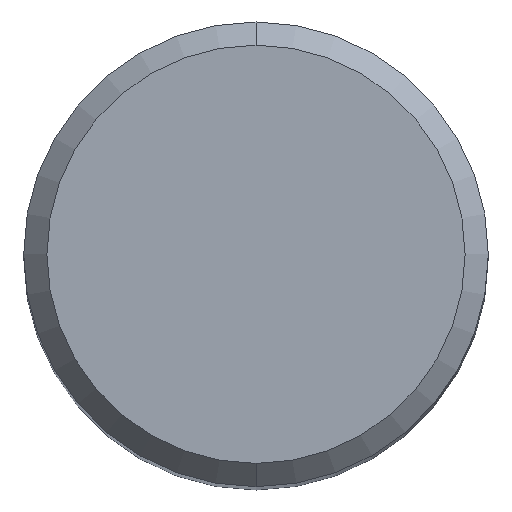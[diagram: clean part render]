
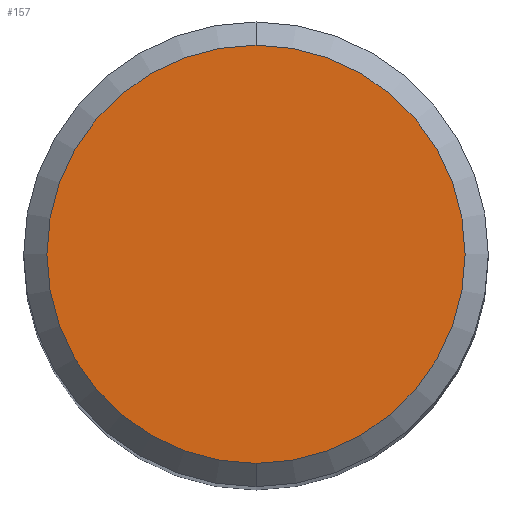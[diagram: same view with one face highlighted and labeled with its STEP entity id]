
A CAD part, top view. The second image highlights one B-rep face of the part: STEP entity #157.
In plain terms, the highlighted planar face has unit normal (0, 0, 1).
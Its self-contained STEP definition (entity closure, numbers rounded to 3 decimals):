
#103=VERTEX_POINT('',#254);
#133=EDGE_CURVE('',#149,#103,#287,.T.);
#149=VERTEX_POINT('',#306);
#157=ADVANCED_FACE('',(#314),#315,.T.);
#199=EDGE_CURVE('',#103,#149,#363,.T.);
#254=CARTESIAN_POINT('',(0.0,4.5,0.));
#287=CIRCLE('',#459,4.5);
#306=CARTESIAN_POINT('',(0.,-4.5,0.));
#314=FACE_OUTER_BOUND('',#491,.T.);
#315=PLANE('',#492);
#363=CIRCLE('',#560,4.5);
#459=AXIS2_PLACEMENT_3D('',#643,#644,#645);
#491=EDGE_LOOP('',(#679,#680));
#492=AXIS2_PLACEMENT_3D('',#681,#682,#683);
#560=AXIS2_PLACEMENT_3D('',#749,#750,#751);
#643=CARTESIAN_POINT('',(0.0,0.0,0.));
#644=DIRECTION('',(0.0,0.0,-1.0));
#645=DIRECTION('',(0.0,1.0,0.0));
#679=ORIENTED_EDGE('',*,*,#199,.F.);
#680=ORIENTED_EDGE('',*,*,#133,.F.);
#681=CARTESIAN_POINT('',(0.0,2.25,0.));
#682=DIRECTION('',(-0.0,0.0,1.0));
#683=DIRECTION('',(0.0,-1.0,0.0));
#749=CARTESIAN_POINT('',(0.0,0.0,0.));
#750=DIRECTION('',(0.0,0.0,-1.0));
#751=DIRECTION('',(0.0,1.0,0.0));
